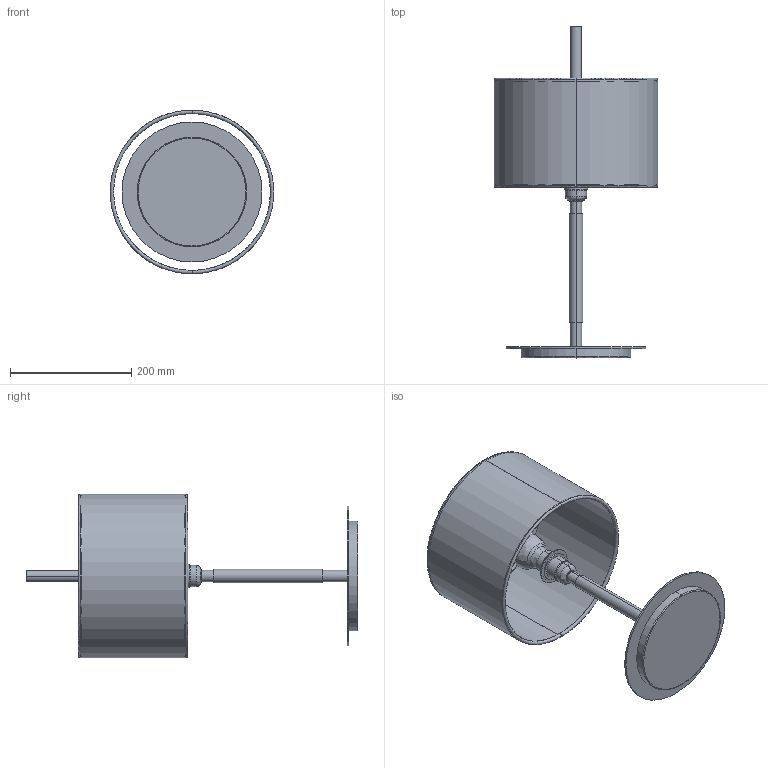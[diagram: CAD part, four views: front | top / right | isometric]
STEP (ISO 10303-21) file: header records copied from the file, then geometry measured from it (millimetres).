
FILE_DESCRIPTION (( 'STEP AP203' ), '1' );
FILE_NAME ('DANONA T DARK LEATHER 2123160-Pyyy.STEP', '2023-02-20T12:08:10', ( '' ), ( '' ), 'SwSTEP 2.0', 'SolidWorks 2019', '' );
FILE_SCHEMA (( 'CONFIG_CONTROL_DESIGN' ));
Length unit declared in the file: millimetre
Products named in the file (5): DANONA T - PANTALLA; DANONA T DARK LEATHER 2123160-Pyyy; DANONA T - DIFUSOR; DANONA T - PIEL; DANONA T - CUERPO
Assembly tree (4 placements, depth 2):
  DANONA T DARK LEATHER 2123160-Pyyy
    DANONA T - CUERPO
    DANONA T - PANTALLA
    DANONA T - DIFUSOR
    DANONA T - PIEL
Bounding box: 269.6 x 546.5 x 269.6 mm (x, y, z)
Volume: 1145633.7 mm3; surface area: 528970.2 mm2
Topology: 4 solids, 4 shells, 68 faces, 137 edges, 82 vertices
Faces by surface type: cylinder 34, bspline 16, plane 16, cone 2
Entity records: 2521 total; most frequent: CARTESIAN_POINT 590, DIRECTION 340, ORIENTED_EDGE 266, AXIS2_PLACEMENT_3D 152, EDGE_CURVE 133, CIRCLE 93, VERTEX_POINT 82, EDGE_LOOP 79
